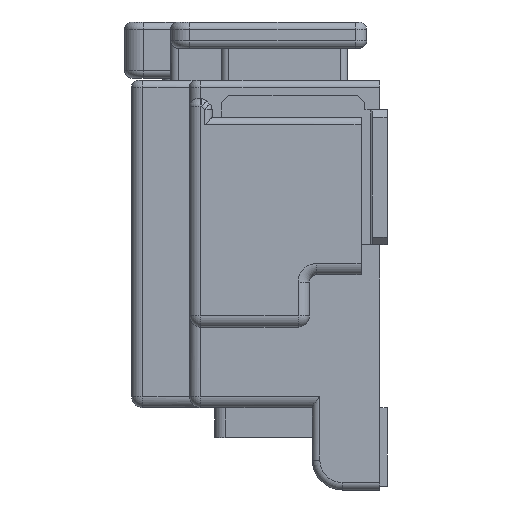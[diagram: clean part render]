
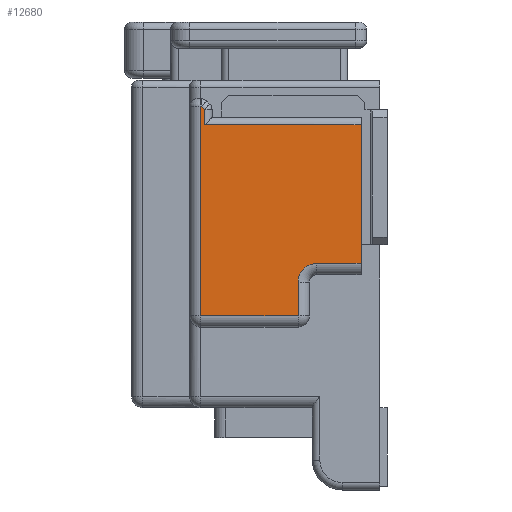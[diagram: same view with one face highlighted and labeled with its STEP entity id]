
A CAD part, left-side view. The second image highlights one B-rep face of the part: STEP entity #12680.
In plain terms, the highlighted planar face has unit normal (-1, 0, 0).
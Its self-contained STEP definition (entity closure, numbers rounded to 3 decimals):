
#1607 = FACE_OUTER_BOUND ( 'NONE', #5423, .T. ) ;
#2469 = CARTESIAN_POINT ( 'NONE',  ( -12.1, 0.5, -1. ) ) ;
#3621 = VERTEX_POINT ( 'NONE', #24643 ) ;
#4713 = VECTOR ( 'NONE', #29365, 1000. ) ;
#5348 = DIRECTION ( 'NONE',  ( 0., 0., -1. ) ) ;
#5363 = ORIENTED_EDGE ( 'NONE', *, *, #24776, .F. ) ;
#5399 = VERTEX_POINT ( 'NONE', #29023 ) ;
#5423 = EDGE_LOOP ( 'NONE', ( #5363, #13016, #15907, #21984, #5749, #25611, #10148, #17729, #18416, #21277 ) ) ;
#5749 = ORIENTED_EDGE ( 'NONE', *, *, #18612, .F. ) ;
#6378 = CARTESIAN_POINT ( 'NONE',  ( -12.1, 4.763, -0.7 ) ) ;
#6454 = CARTESIAN_POINT ( 'NONE',  ( -12.1, 1.68, -5.4 ) ) ;
#7511 = LINE ( 'NONE', #27789, #12969 ) ;
#8508 = VERTEX_POINT ( 'NONE', #9713 ) ;
#8545 = CARTESIAN_POINT ( 'NONE',  ( -12.1, 4.78, 0. ) ) ;
#8611 = VECTOR ( 'NONE', #17748, 1000. ) ;
#8798 = DIRECTION ( 'NONE',  ( 0., 0., -1. ) ) ;
#9140 = DIRECTION ( 'NONE',  ( 0., 0., -1. ) ) ;
#9156 = PLANE ( 'NONE',  #22784 ) ;
#9180 = LINE ( 'NONE', #10730, #25397 ) ;
#9713 = CARTESIAN_POINT ( 'NONE',  ( -12.1, 4.78, -0.7 ) ) ;
#10055 = CARTESIAN_POINT ( 'NONE',  ( -12.1, 2.18, -6.6 ) ) ;
#10148 = ORIENTED_EDGE ( 'NONE', *, *, #15558, .F. ) ;
#10519 = DIRECTION ( 'NONE',  ( 0., -0.707, -0.707 ) ) ;
#10730 = CARTESIAN_POINT ( 'NONE',  ( -12.1, 5.08, -6.3 ) ) ;
#10935 = EDGE_CURVE ( 'NONE', #8508, #16701, #28491, .T. ) ;
#10939 = CARTESIAN_POINT ( 'NONE',  ( -12.1, 0.5, -4.9 ) ) ;
#11787 = DIRECTION ( 'NONE',  ( 0., 1., 0. ) ) ;
#12195 = VERTEX_POINT ( 'NONE', #25607 ) ;
#12458 = EDGE_CURVE ( 'NONE', #16701, #3621, #13596, .T. ) ;
#12680 = ADVANCED_FACE ( 'NONE', ( #1607 ), #9156, .T. ) ;
#12969 = VECTOR ( 'NONE', #11787, 1000. ) ;
#13016 = ORIENTED_EDGE ( 'NONE', *, *, #23226, .F. ) ;
#13596 = LINE ( 'NONE', #15170, #19667 ) ;
#13826 = DIRECTION ( 'NONE',  ( -1., 0., 0. ) ) ;
#14005 = EDGE_CURVE ( 'NONE', #3621, #14123, #20322, .T. ) ;
#14123 = VERTEX_POINT ( 'NONE', #14402 ) ;
#14402 = CARTESIAN_POINT ( 'NONE',  ( -12.1, 4.68, -1.2 ) ) ;
#15014 = VECTOR ( 'NONE', #9140, 1000. ) ;
#15170 = CARTESIAN_POINT ( 'NONE',  ( -12.1, 2.731, -2.731 ) ) ;
#15257 = VERTEX_POINT ( 'NONE', #28301 ) ;
#15558 = EDGE_CURVE ( 'NONE', #14123, #26378, #16412, .T. ) ;
#15689 = VECTOR ( 'NONE', #29698, 1000. ) ;
#15887 = VECTOR ( 'NONE', #20918, 1000. ) ;
#15907 = ORIENTED_EDGE ( 'NONE', *, *, #21672, .F. ) ;
#16412 = LINE ( 'NONE', #22682, #15689 ) ;
#16701 = VERTEX_POINT ( 'NONE', #6378 ) ;
#17560 = CIRCLE ( 'NONE', #22169, 0.5 ) ;
#17729 = ORIENTED_EDGE ( 'NONE', *, *, #14005, .F. ) ;
#17748 = DIRECTION ( 'NONE',  ( 0., -1., 0. ) ) ;
#17910 = VECTOR ( 'NONE', #5348, 1000. ) ;
#18047 = CARTESIAN_POINT ( 'NONE',  ( -12.1, 0.5, -1.2 ) ) ;
#18054 = EDGE_CURVE ( 'NONE', #26378, #23293, #22685, .T. ) ;
#18416 = ORIENTED_EDGE ( 'NONE', *, *, #12458, .F. ) ;
#18612 = EDGE_CURVE ( 'NONE', #23293, #5399, #7511, .T. ) ;
#19667 = VECTOR ( 'NONE', #10519, 1000. ) ;
#20003 = LINE ( 'NONE', #10055, #17910 ) ;
#20111 = EDGE_CURVE ( 'NONE', #5399, #12195, #17560, .T. ) ;
#20322 = LINE ( 'NONE', #25256, #15014 ) ;
#20918 = DIRECTION ( 'NONE',  ( 0., 0., -1. ) ) ;
#21277 = ORIENTED_EDGE ( 'NONE', *, *, #10935, .F. ) ;
#21672 = EDGE_CURVE ( 'NONE', #12195, #26601, #20003, .T. ) ;
#21984 = ORIENTED_EDGE ( 'NONE', *, *, #20111, .F. ) ;
#22169 = AXIS2_PLACEMENT_3D ( 'NONE', #6454, #22590, #8798 ) ;
#22590 = DIRECTION ( 'NONE',  ( -1., 0., 0. ) ) ;
#22682 = CARTESIAN_POINT ( 'NONE',  ( -12.1, 0.5, -1.2 ) ) ;
#22685 = LINE ( 'NONE', #2469, #15887 ) ;
#22784 = AXIS2_PLACEMENT_3D ( 'NONE', #27326, #13826, #29958 ) ;
#23130 = LINE ( 'NONE', #8545, #4713 ) ;
#23226 = EDGE_CURVE ( 'NONE', #26601, #15257, #9180, .T. ) ;
#23293 = VERTEX_POINT ( 'NONE', #10939 ) ;
#24643 = CARTESIAN_POINT ( 'NONE',  ( -12.1, 4.68, -0.783 ) ) ;
#24776 = EDGE_CURVE ( 'NONE', #15257, #8508, #23130, .T. ) ;
#25256 = CARTESIAN_POINT ( 'NONE',  ( -12.1, 4.68, -1. ) ) ;
#25397 = VECTOR ( 'NONE', #29177, 1000. ) ;
#25571 = CARTESIAN_POINT ( 'NONE',  ( -12.1, 2.18, -6.3 ) ) ;
#25607 = CARTESIAN_POINT ( 'NONE',  ( -12.1, 2.18, -5.4 ) ) ;
#25611 = ORIENTED_EDGE ( 'NONE', *, *, #18054, .F. ) ;
#26378 = VERTEX_POINT ( 'NONE', #18047 ) ;
#26601 = VERTEX_POINT ( 'NONE', #25571 ) ;
#27326 = CARTESIAN_POINT ( 'NONE',  ( -12.1, 0., 0. ) ) ;
#27789 = CARTESIAN_POINT ( 'NONE',  ( -12.1, 1.68, -4.9 ) ) ;
#28301 = CARTESIAN_POINT ( 'NONE',  ( -12.1, 4.78, -6.3 ) ) ;
#28491 = LINE ( 'NONE', #29252, #8611 ) ;
#29023 = CARTESIAN_POINT ( 'NONE',  ( -12.1, 1.68, -4.9 ) ) ;
#29177 = DIRECTION ( 'NONE',  ( 0., 1., 0. ) ) ;
#29252 = CARTESIAN_POINT ( 'NONE',  ( -12.1, 4.68, -0.7 ) ) ;
#29365 = DIRECTION ( 'NONE',  ( 0., 0., 1. ) ) ;
#29698 = DIRECTION ( 'NONE',  ( 0., -1., 0. ) ) ;
#29958 = DIRECTION ( 'NONE',  ( 0., 0., -1. ) ) ;
